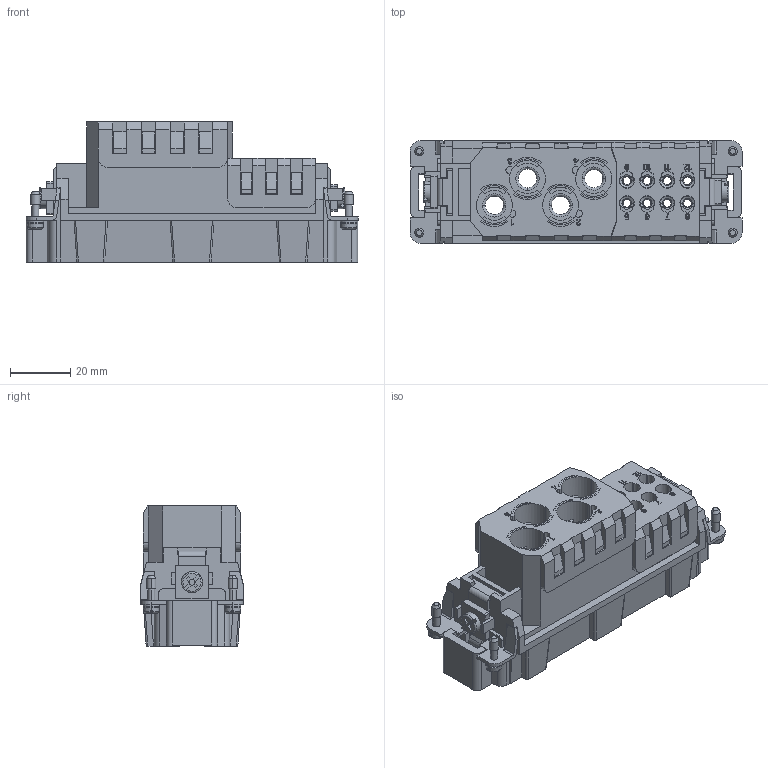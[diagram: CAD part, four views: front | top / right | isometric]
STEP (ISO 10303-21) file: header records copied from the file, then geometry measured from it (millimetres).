
FILE_DESCRIPTION(('Creo Elements/Direct Modeling STEP Export'),'2;1');
FILE_NAME('0ln7uvk5bgnd9vb3732','2021-07-01T14:53:15',(''),(''),'Creo Elements/Direct Modeling STEP processor for AP214 (Solid Model)','Creo Elements/Direct Modeling 20.1B 02-Apr-2019 (C) Parametric Technology GmbH','');
FILE_SCHEMA(('AUTOMOTIVE_DESIGN { 1 0 10303 214 1 1 1 1 }'));
Products named in the file (2): CXCM_4-8
Assembly tree (1 placements, depth 2):
  CXCM_4-8
    CXCM_4-8
Bounding box: 110.2 x 34 x 46.5 mm (x, y, z)
Volume: 65783.3 mm3; surface area: 35640.2 mm2
Topology: 1 solids, 1 shells, 1806 faces, 5593 edges, 3898 vertices
Faces by surface type: plane 1467, cylinder 239, cone 64, torus 36
Entity records: 75248 total; most frequent: CARTESIAN_POINT 11191, ORIENTED_EDGE 11186, DIRECTION 9179, EDGE_CURVE 5593, VECTOR 4783, LINE 4783, VERTEX_POINT 3898, AXIS2_PLACEMENT_3D 2198
